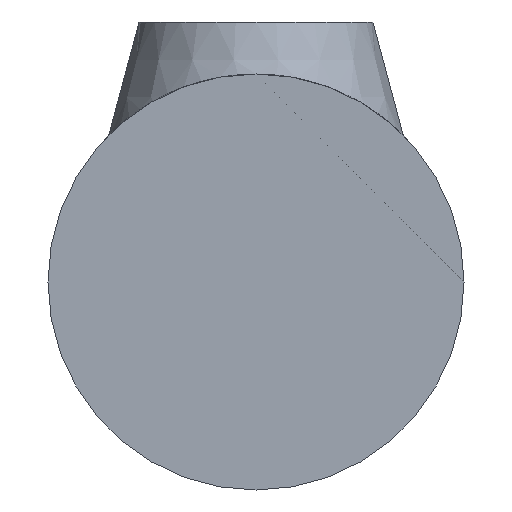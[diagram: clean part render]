
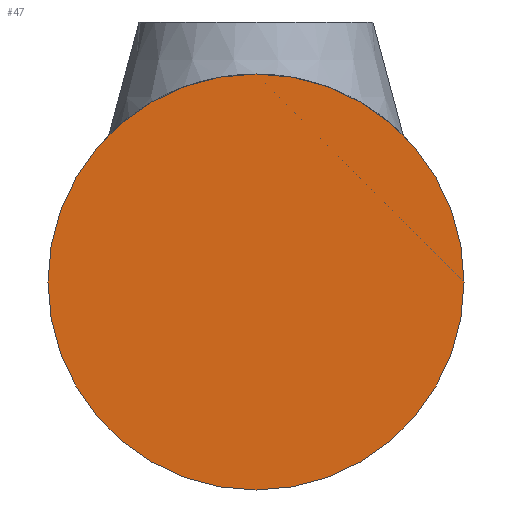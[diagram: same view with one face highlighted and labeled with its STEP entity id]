
A CAD part, front view. The second image highlights one B-rep face of the part: STEP entity #47.
In plain terms, the highlighted planar face has unit normal (0, -1, 0).
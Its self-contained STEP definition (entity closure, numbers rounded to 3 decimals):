
#19 = AXIS2_PLACEMENT_3D ( 'NONE', #158, #160, #164 ) ;
#24 = AXIS2_PLACEMENT_3D ( 'NONE', #29, #46, #48 ) ;
#27 = EDGE_CURVE ( 'NONE', #286, #250, #307, .T. ) ;
#29 = CARTESIAN_POINT ( 'NONE',  ( 0., 0., 0. ) ) ;
#36 = ORIENTED_EDGE ( 'NONE', *, *, #170, .F. ) ;
#46 = DIRECTION ( 'NONE',  ( 0., 1., 0. ) ) ;
#47 = ADVANCED_FACE ( 'NONE', ( #210 ), #54, .F. ) ;
#48 = DIRECTION ( 'NONE',  ( 0., 0., 1. ) ) ;
#54 = PLANE ( 'NONE',  #162 ) ;
#55 = CARTESIAN_POINT ( 'NONE',  ( 0., 0., 0. ) ) ;
#59 = DIRECTION ( 'NONE',  ( 0., 1., 0. ) ) ;
#60 = DIRECTION ( 'NONE',  ( 0., 0., 1. ) ) ;
#85 = CIRCLE ( 'NONE', #19, 8. ) ;
#158 = CARTESIAN_POINT ( 'NONE',  ( 0., 0., 0. ) ) ;
#160 = DIRECTION ( 'NONE',  ( 0., 1., 0. ) ) ;
#162 = AXIS2_PLACEMENT_3D ( 'NONE', #55, #59, #60 ) ;
#164 = DIRECTION ( 'NONE',  ( 0., 0., 1. ) ) ;
#170 = EDGE_CURVE ( 'NONE', #250, #286, #85, .T. ) ;
#173 = ORIENTED_EDGE ( 'NONE', *, *, #27, .F. ) ;
#177 = EDGE_LOOP ( 'NONE', ( #173, #36 ) ) ;
#209 = CARTESIAN_POINT ( 'NONE',  ( 0., 0., -8. ) ) ;
#210 = FACE_OUTER_BOUND ( 'NONE', #177, .T. ) ;
#250 = VERTEX_POINT ( 'NONE', #291 ) ;
#286 = VERTEX_POINT ( 'NONE', #209 ) ;
#291 = CARTESIAN_POINT ( 'NONE',  ( 0., 0., 8. ) ) ;
#307 = CIRCLE ( 'NONE', #24, 8. ) ;
